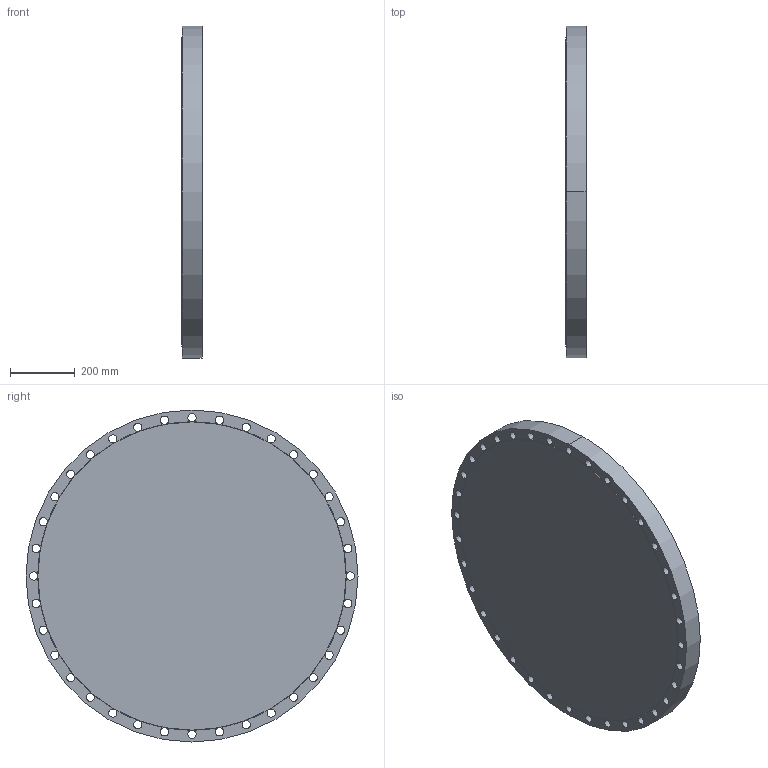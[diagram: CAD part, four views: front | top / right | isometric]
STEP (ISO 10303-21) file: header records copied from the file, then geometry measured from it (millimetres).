
FILE_DESCRIPTION (( 'STEP AP203' ), '1' );
FILE_NAME ('34_CL175_B161_RF_BLF.STEP', '2024-01-12T21:52:45', ( '' ), ( '' ), 'SwSTEP 2.0', 'SolidWorks 2023', '' );
FILE_SCHEMA (( 'CONFIG_CONTROL_DESIGN' ));
Length unit declared in the file: inch
Products named in the file (1): 34_CL175_B161_RF_BLF
Bounding box: 61.91 x 1022.35 x 1022.35 mm (x, y, z)
Volume: 49543898.5 mm3; surface area: 1977093.4 mm2
Topology: 1 solids, 1 shells, 79 faces, 295 edges, 183 vertices
Faces by surface type: cylinder 76, plane 3
Entity records: 3443 total; most frequent: DIRECTION 674, ORIENTED_EDGE 590, CARTESIAN_POINT 558, AXIS2_PLACEMENT_3D 299, EDGE_CURVE 295, CIRCLE 219, VERTEX_POINT 183, EDGE_LOOP 116
